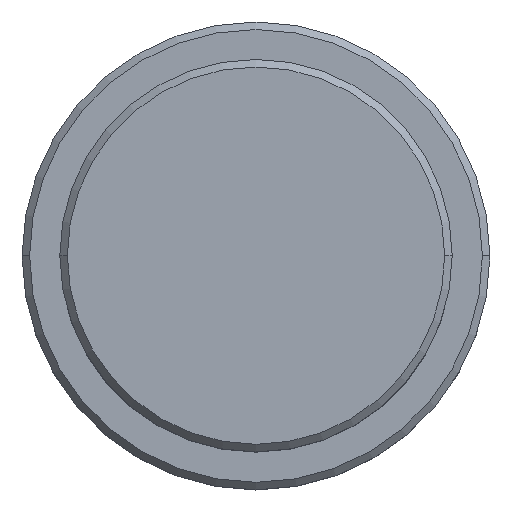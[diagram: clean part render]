
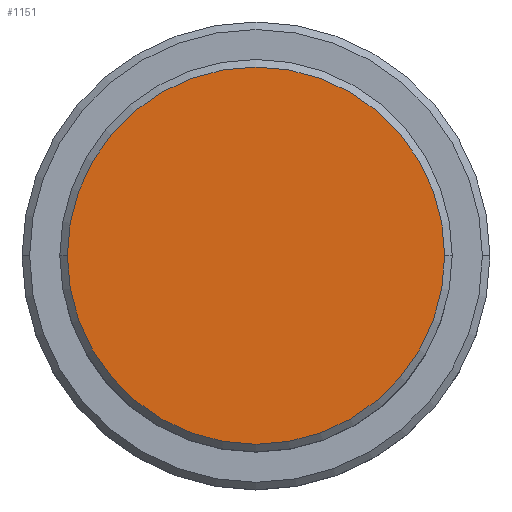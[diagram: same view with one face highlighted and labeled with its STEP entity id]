
A CAD part, top view. The second image highlights one B-rep face of the part: STEP entity #1151.
In plain terms, the highlighted planar face has unit normal (0, 0, 1).
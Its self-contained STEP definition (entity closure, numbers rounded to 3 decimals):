
#67 = DIRECTION ( 'NONE',  ( 0., 0., 1. ) ) ;
#71 = CIRCLE ( 'NONE', #869, 12.5 ) ;
#291 = DIRECTION ( 'NONE',  ( 0., 0., 1. ) ) ;
#293 = CARTESIAN_POINT ( 'NONE',  ( 12.5, 0., 0. ) ) ;
#308 = EDGE_CURVE ( 'NONE', #1270, #876, #71, .T. ) ;
#309 = DIRECTION ( 'NONE',  ( 1., 0., 0. ) ) ;
#407 = EDGE_LOOP ( 'NONE', ( #1240, #1037 ) ) ;
#548 = DIRECTION ( 'NONE',  ( 0., 0., 1. ) ) ;
#606 = AXIS2_PLACEMENT_3D ( 'NONE', #1076, #548, #309 ) ;
#615 = DIRECTION ( 'NONE',  ( 1., 0., 0. ) ) ;
#869 = AXIS2_PLACEMENT_3D ( 'NONE', #875, #291, #979 ) ;
#875 = CARTESIAN_POINT ( 'NONE',  ( 0., 0., 0. ) ) ;
#876 = VERTEX_POINT ( 'NONE', #892 ) ;
#892 = CARTESIAN_POINT ( 'NONE',  ( -12.5, 0., 0. ) ) ;
#905 = FACE_OUTER_BOUND ( 'NONE', #407, .T. ) ;
#979 = DIRECTION ( 'NONE',  ( 1., 0., 0. ) ) ;
#1037 = ORIENTED_EDGE ( 'NONE', *, *, #308, .T. ) ;
#1076 = CARTESIAN_POINT ( 'NONE',  ( 0., 0., 0. ) ) ;
#1151 = ADVANCED_FACE ( 'NONE', ( #905 ), #1339, .T. ) ;
#1154 = CARTESIAN_POINT ( 'NONE',  ( 0., 0., 0. ) ) ;
#1194 = AXIS2_PLACEMENT_3D ( 'NONE', #1154, #67, #615 ) ;
#1240 = ORIENTED_EDGE ( 'NONE', *, *, #1340, .T. ) ;
#1270 = VERTEX_POINT ( 'NONE', #293 ) ;
#1339 = PLANE ( 'NONE',  #1194 ) ;
#1340 = EDGE_CURVE ( 'NONE', #876, #1270, #1377, .T. ) ;
#1377 = CIRCLE ( 'NONE', #606, 12.5 ) ;
